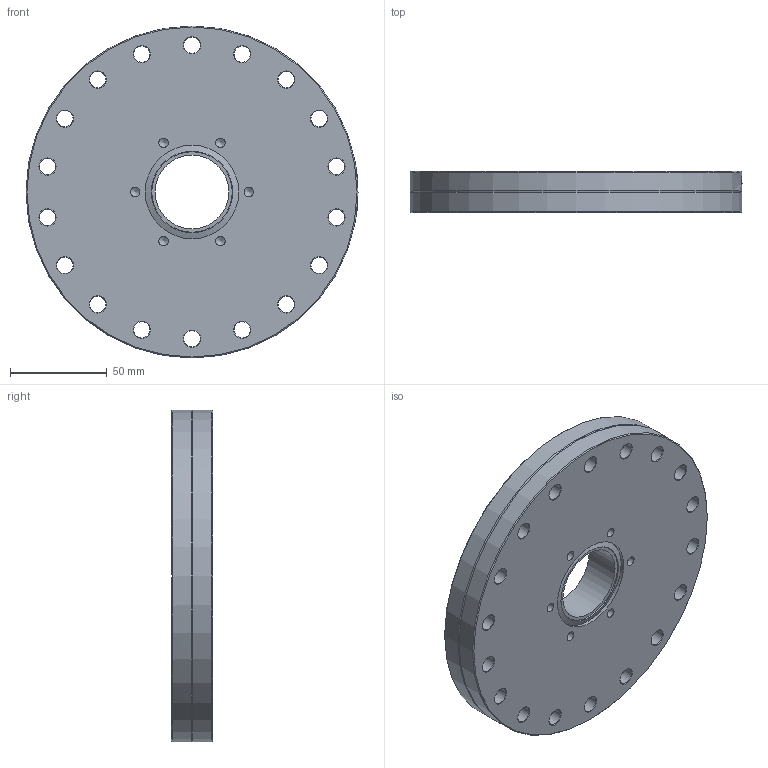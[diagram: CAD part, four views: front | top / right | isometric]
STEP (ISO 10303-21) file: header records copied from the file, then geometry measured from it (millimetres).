
FILE_DESCRIPTION(/* description */ (''),/* implementation_level */ '2;1');
FILE_NAME(/* name */ 'FL-Z125-40.stp',/* time_stamp */ '2023-10-24T11:54:03+01:00',/* author */ ('PaulJarvis'),/* organization */ (''),/* preprocessor_version */ 'ST-DEVELOPER v19.2',/* originating_system */ 'Autodesk Inventor 2023',/* authorisation */ '');
FILE_SCHEMA (('AUTOMOTIVE_DESIGN { 1 0 10303 214 3 1 1 }'));
Length unit declared in the file: millimetre
Products named in the file (1): FL-Z125-40
Bounding box: 171.5 x 21.3 x 171.5 mm (x, y, z)
Volume: 425203 mm3; surface area: 68727.8 mm2
Topology: 1 solids, 1 shells, 177 faces, 473 edges, 306 vertices
Faces by surface type: bspline 53, cone 49, cylinder 39, plane 35, torus 1
Full cylindrical faces by diameter (mm): 4.917 x6, 8.4 x18, 38.1 x1, 48.26 x1, 141.8 x1, 171.5 x2
Entity records: 18078 total; most frequent: CARTESIAN_POINT 13884, ORIENTED_EDGE 934, DIRECTION 715, EDGE_CURVE 467, VERTEX_POINT 306, AXIS2_PLACEMENT_3D 269, EDGE_LOOP 229, FACE_OUTER_BOUND 177
